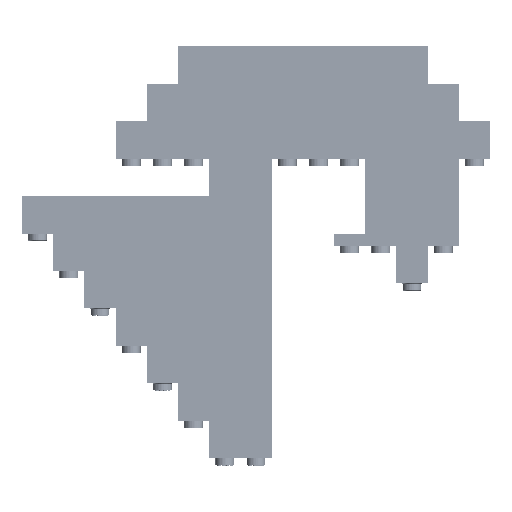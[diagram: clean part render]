
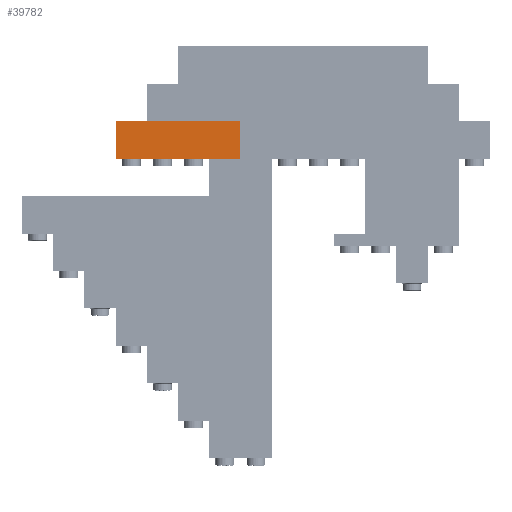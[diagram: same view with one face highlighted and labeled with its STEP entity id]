
A CAD part, front view. The second image highlights one B-rep face of the part: STEP entity #39782.
In plain terms, the highlighted planar face has unit normal (0, -1, 0).
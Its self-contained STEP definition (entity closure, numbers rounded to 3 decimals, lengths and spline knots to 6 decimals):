
#2476=LINE('',#58881,#5888);
#2481=LINE('',#58891,#5893);
#2483=LINE('',#58895,#5895);
#2484=LINE('',#58896,#5896);
#5888=VECTOR('',#45475,1.);
#5893=VECTOR('',#45484,1.);
#5895=VECTOR('',#45488,1.);
#5896=VECTOR('',#45489,1.);
#10477=PLANE('',#41915);
#15612=ORIENTED_EDGE('',*,*,#25272,.F.);
#15613=ORIENTED_EDGE('',*,*,#25265,.F.);
#15614=ORIENTED_EDGE('',*,*,#25273,.T.);
#15615=ORIENTED_EDGE('',*,*,#25270,.T.);
#25265=EDGE_CURVE('',#30473,#30471,#2476,.T.);
#25270=EDGE_CURVE('',#30477,#30476,#2481,.T.);
#25272=EDGE_CURVE('',#30471,#30476,#2483,.T.);
#25273=EDGE_CURVE('',#30473,#30477,#2484,.T.);
#30471=VERTEX_POINT('',#58876);
#30473=VERTEX_POINT('',#58880);
#30476=VERTEX_POINT('',#58890);
#30477=VERTEX_POINT('',#58892);
#34328=EDGE_LOOP('',(#15612,#15613,#15614,#15615));
#37074=FACE_BOUND('',#34328,.T.);
#39782=ADVANCED_FACE('',(#37074),#10477,.T.);
#41915=AXIS2_PLACEMENT_3D('',#58894,#45486,#45487);
#45475=DIRECTION('',(0.,0.,-1.));
#45484=DIRECTION('',(0.,0.,-1.));
#45486=DIRECTION('',(0.,-1.,0.));
#45487=DIRECTION('',(0.,0.,-1.));
#45488=DIRECTION('',(-1.,0.,0.));
#45489=DIRECTION('',(-1.,0.,0.));
#58876=CARTESIAN_POINT('',(0.016,-0.008,0.));
#58880=CARTESIAN_POINT('',(0.016,-0.008,0.0096));
#58881=CARTESIAN_POINT('',(0.016,-0.008,0.0096));
#58890=CARTESIAN_POINT('',(-0.016,-0.008,0.));
#58891=CARTESIAN_POINT('',(-0.016,-0.008,0.0096));
#58892=CARTESIAN_POINT('',(-0.016,-0.008,0.0096));
#58894=CARTESIAN_POINT('',(0.,-0.008,0.0096));
#58895=CARTESIAN_POINT('',(0.,-0.008,0.));
#58896=CARTESIAN_POINT('',(0.,-0.008,0.0096));
